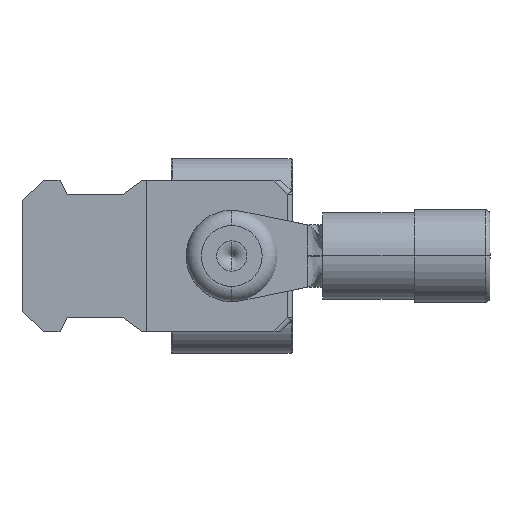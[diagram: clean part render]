
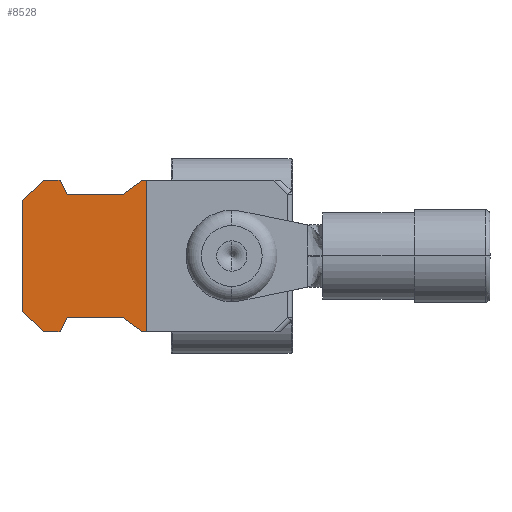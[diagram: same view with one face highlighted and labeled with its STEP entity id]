
A CAD part, front view. The second image highlights one B-rep face of the part: STEP entity #8528.
In plain terms, the highlighted planar face has unit normal (0, -1, 0).
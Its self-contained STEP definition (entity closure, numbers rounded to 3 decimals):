
#14 = DIRECTION ( 'NONE',  ( -0.81, 0., -0.586 ) ) ;
#184 = ORIENTED_EDGE ( 'NONE', *, *, #2074, .T. ) ;
#328 = CARTESIAN_POINT ( 'NONE',  ( 97.58, 101.049, 261.793 ) ) ;
#840 = VERTEX_POINT ( 'NONE', #3177 ) ;
#985 = LINE ( 'NONE', #23691, #16679 ) ;
#1065 = VERTEX_POINT ( 'NONE', #328 ) ;
#1278 = ORIENTED_EDGE ( 'NONE', *, *, #19362, .T. ) ;
#1656 = LINE ( 'NONE', #18380, #24261 ) ;
#1718 = VECTOR ( 'NONE', #14, 1000. ) ;
#2074 = EDGE_CURVE ( 'NONE', #840, #1065, #14643, .T. ) ;
#2175 = CARTESIAN_POINT ( 'NONE',  ( 102.551, 101.049, 252.718 ) ) ;
#2972 = ORIENTED_EDGE ( 'NONE', *, *, #17733, .T. ) ;
#3177 = CARTESIAN_POINT ( 'NONE',  ( 101.272, 101.049, 261.793 ) ) ;
#3205 = CARTESIAN_POINT ( 'NONE',  ( 94.615, 101.049, 261.391 ) ) ;
#3398 = DIRECTION ( 'NONE',  ( -0.443, 0., 0.897 ) ) ;
#3671 = ORIENTED_EDGE ( 'NONE', *, *, #22515, .T. ) ;
#4088 = ORIENTED_EDGE ( 'NONE', *, *, #23035, .T. ) ;
#4410 = VECTOR ( 'NONE', #21996, 1000. ) ;
#4766 = CARTESIAN_POINT ( 'NONE',  ( 97.58, 101.049, 253.642 ) ) ;
#4908 = VERTEX_POINT ( 'NONE', #23411 ) ;
#5227 = CARTESIAN_POINT ( 'NONE',  ( 101.272, 101.049, 253.642 ) ) ;
#5477 = VERTEX_POINT ( 'NONE', #14428 ) ;
#5549 = VERTEX_POINT ( 'NONE', #4766 ) ;
#5561 = VECTOR ( 'NONE', #16359, 1000. ) ;
#5579 = EDGE_CURVE ( 'NONE', #12821, #19607, #16994, .T. ) ;
#5723 = EDGE_CURVE ( 'NONE', #20799, #5549, #985, .T. ) ;
#5744 = ORIENTED_EDGE ( 'NONE', *, *, #21652, .T. ) ;
#5953 = VERTEX_POINT ( 'NONE', #2175 ) ;
#6284 = DIRECTION ( 'NONE',  ( 1., 0., 0. ) ) ;
#6288 = VECTOR ( 'NONE', #16644, 1000. ) ;
#6608 = PLANE ( 'NONE',  #21072 ) ;
#6896 = VECTOR ( 'NONE', #15956, 1000. ) ;
#7411 = CARTESIAN_POINT ( 'NONE',  ( 96.081, 101.049, 252.718 ) ) ;
#7775 = EDGE_CURVE ( 'NONE', #19607, #18469, #16070, .T. ) ;
#7860 = ORIENTED_EDGE ( 'NONE', *, *, #15481, .T. ) ;
#8253 = CARTESIAN_POINT ( 'NONE',  ( 0., 101.049, 261.793 ) ) ;
#8369 = CARTESIAN_POINT ( 'NONE',  ( 0., 101.049, 253.642 ) ) ;
#8528 = ADVANCED_FACE ( 'NONE', ( #14620 ), #6608, .T. ) ;
#8585 = LINE ( 'NONE', #21081, #8987 ) ;
#8742 = VERTEX_POINT ( 'NONE', #7411 ) ;
#8987 = VECTOR ( 'NONE', #6284, 1000. ) ;
#9222 = CARTESIAN_POINT ( 'NONE',  ( 94.615, 101.049, 0. ) ) ;
#10030 = CARTESIAN_POINT ( 'NONE',  ( 97.123, 101.049, 252.718 ) ) ;
#10736 = CARTESIAN_POINT ( 'NONE',  ( 102.551, 101.049, 262.718 ) ) ;
#11451 = EDGE_CURVE ( 'NONE', #5477, #18269, #16513, .T. ) ;
#11907 = DIRECTION ( 'NONE',  ( 1., 0., 0. ) ) ;
#11967 = VECTOR ( 'NONE', #22727, 1000. ) ;
#12625 = ORIENTED_EDGE ( 'NONE', *, *, #11451, .T. ) ;
#12722 = CARTESIAN_POINT ( 'NONE',  ( 120.942, 101.049, 262.718 ) ) ;
#12779 = LINE ( 'NONE', #10736, #1718 ) ;
#12821 = VERTEX_POINT ( 'NONE', #15930 ) ;
#13112 = CARTESIAN_POINT ( 'NONE',  ( 0., 101.049, 0. ) ) ;
#13165 = EDGE_CURVE ( 'NONE', #5953, #22054, #1656, .T. ) ;
#13255 = VECTOR ( 'NONE', #11907, 1000. ) ;
#13677 = LINE ( 'NONE', #9222, #4410 ) ;
#14423 = ORIENTED_EDGE ( 'NONE', *, *, #13165, .T. ) ;
#14428 = CARTESIAN_POINT ( 'NONE',  ( 102.835, 101.049, 262.718 ) ) ;
#14436 = CARTESIAN_POINT ( 'NONE',  ( 96.081, 101.049, 262.718 ) ) ;
#14620 = FACE_OUTER_BOUND ( 'NONE', #15648, .T. ) ;
#14643 = LINE ( 'NONE', #8253, #20440 ) ;
#15090 = ORIENTED_EDGE ( 'NONE', *, *, #5579, .T. ) ;
#15267 = CARTESIAN_POINT ( 'NONE',  ( 97.58, 101.049, 261.793 ) ) ;
#15327 = CARTESIAN_POINT ( 'NONE',  ( 102.551, 101.049, 262.718 ) ) ;
#15339 = VECTOR ( 'NONE', #3398, 1000. ) ;
#15481 = EDGE_CURVE ( 'NONE', #18469, #21767, #13677, .T. ) ;
#15574 = DIRECTION ( 'NONE',  ( 0.81, 0., -0.586 ) ) ;
#15648 = EDGE_LOOP ( 'NONE', ( #5744, #14423, #4088, #12625, #26732, #184, #2972, #15090, #17692, #7860, #24995, #3671, #17620, #1278 ) ) ;
#15930 = CARTESIAN_POINT ( 'NONE',  ( 97.123, 101.049, 262.718 ) ) ;
#15956 = DIRECTION ( 'NONE',  ( 0., 0., 1. ) ) ;
#15958 = LINE ( 'NONE', #5227, #19777 ) ;
#16070 = LINE ( 'NONE', #14436, #11967 ) ;
#16275 = DIRECTION ( 'NONE',  ( -1., 0., 0. ) ) ;
#16359 = DIRECTION ( 'NONE',  ( 0.742, 0., -0.671 ) ) ;
#16513 = LINE ( 'NONE', #12722, #6288 ) ;
#16644 = DIRECTION ( 'NONE',  ( -1., 0., 0. ) ) ;
#16679 = VECTOR ( 'NONE', #25554, 1000. ) ;
#16901 = CARTESIAN_POINT ( 'NONE',  ( 94.615, 101.049, 254.044 ) ) ;
#16994 = LINE ( 'NONE', #21216, #26600 ) ;
#17052 = DIRECTION ( 'NONE',  ( 0., 0., -1. ) ) ;
#17134 = DIRECTION ( 'NONE',  ( -1., 0., 0. ) ) ;
#17620 = ORIENTED_EDGE ( 'NONE', *, *, #5723, .T. ) ;
#17692 = ORIENTED_EDGE ( 'NONE', *, *, #7775, .T. ) ;
#17733 = EDGE_CURVE ( 'NONE', #1065, #12821, #24075, .T. ) ;
#18141 = CARTESIAN_POINT ( 'NONE',  ( 102.835, 101.049, 0. ) ) ;
#18269 = VERTEX_POINT ( 'NONE', #15327 ) ;
#18380 = CARTESIAN_POINT ( 'NONE',  ( 0., 101.049, 252.718 ) ) ;
#18469 = VERTEX_POINT ( 'NONE', #3205 ) ;
#18650 = DIRECTION ( 'NONE',  ( 1., 0., 0. ) ) ;
#19362 = EDGE_CURVE ( 'NONE', #5549, #4908, #20473, .T. ) ;
#19607 = VERTEX_POINT ( 'NONE', #21538 ) ;
#19777 = VECTOR ( 'NONE', #15574, 1000. ) ;
#20173 = CARTESIAN_POINT ( 'NONE',  ( 94.615, 101.049, 254.044 ) ) ;
#20440 = VECTOR ( 'NONE', #16275, 1000. ) ;
#20473 = LINE ( 'NONE', #8369, #13255 ) ;
#20799 = VERTEX_POINT ( 'NONE', #10030 ) ;
#21049 = CARTESIAN_POINT ( 'NONE',  ( 102.835, 101.049, 252.718 ) ) ;
#21072 = AXIS2_PLACEMENT_3D ( 'NONE', #13112, #21422, #17052 ) ;
#21081 = CARTESIAN_POINT ( 'NONE',  ( 0., 101.049, 252.718 ) ) ;
#21216 = CARTESIAN_POINT ( 'NONE',  ( 0., 101.049, 262.718 ) ) ;
#21422 = DIRECTION ( 'NONE',  ( 0., -1., 0. ) ) ;
#21538 = CARTESIAN_POINT ( 'NONE',  ( 96.081, 101.049, 262.718 ) ) ;
#21652 = EDGE_CURVE ( 'NONE', #4908, #5953, #15958, .T. ) ;
#21767 = VERTEX_POINT ( 'NONE', #16901 ) ;
#21996 = DIRECTION ( 'NONE',  ( 0., 0., -1. ) ) ;
#22054 = VERTEX_POINT ( 'NONE', #21049 ) ;
#22515 = EDGE_CURVE ( 'NONE', #8742, #20799, #8585, .T. ) ;
#22610 = LINE ( 'NONE', #20173, #5561 ) ;
#22727 = DIRECTION ( 'NONE',  ( -0.742, 0., -0.671 ) ) ;
#23035 = EDGE_CURVE ( 'NONE', #22054, #5477, #24761, .T. ) ;
#23411 = CARTESIAN_POINT ( 'NONE',  ( 101.272, 101.049, 253.642 ) ) ;
#23691 = CARTESIAN_POINT ( 'NONE',  ( 97.123, 101.049, 252.718 ) ) ;
#24075 = LINE ( 'NONE', #15267, #15339 ) ;
#24261 = VECTOR ( 'NONE', #18650, 1000. ) ;
#24439 = EDGE_CURVE ( 'NONE', #21767, #8742, #22610, .T. ) ;
#24761 = LINE ( 'NONE', #18141, #6896 ) ;
#24995 = ORIENTED_EDGE ( 'NONE', *, *, #24439, .T. ) ;
#25242 = EDGE_CURVE ( 'NONE', #18269, #840, #12779, .T. ) ;
#25554 = DIRECTION ( 'NONE',  ( 0.443, 0., 0.897 ) ) ;
#26600 = VECTOR ( 'NONE', #17134, 1000. ) ;
#26732 = ORIENTED_EDGE ( 'NONE', *, *, #25242, .T. ) ;
